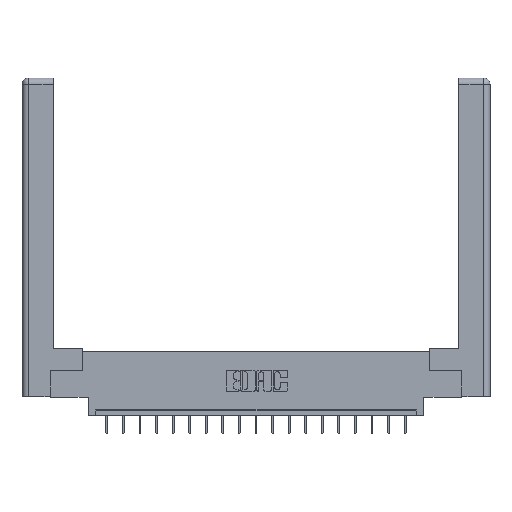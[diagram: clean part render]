
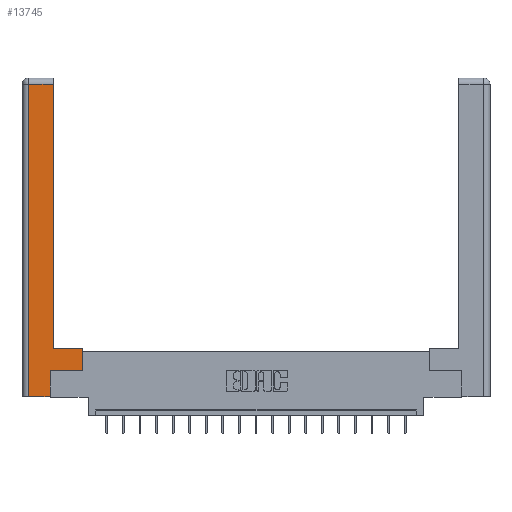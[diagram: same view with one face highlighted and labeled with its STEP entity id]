
A CAD part, top view. The second image highlights one B-rep face of the part: STEP entity #13745.
In plain terms, the highlighted planar face has unit normal (0, 0, 1).
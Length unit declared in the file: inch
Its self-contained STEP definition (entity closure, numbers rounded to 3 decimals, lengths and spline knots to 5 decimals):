
#87 = ORIENTED_EDGE ( 'NONE', *, *, #15948, .T. ) ;
#239 = VERTEX_POINT ( 'NONE', #15670 ) ;
#406 = EDGE_CURVE ( 'NONE', #12939, #19198, #7059, .T. ) ;
#952 = CARTESIAN_POINT ( 'NONE',  ( 0.565, 0.45, 0. ) ) ;
#1472 = CARTESIAN_POINT ( 'NONE',  ( 0.0615, 2.94, 0. ) ) ;
#1684 = ORIENTED_EDGE ( 'NONE', *, *, #3888, .T. ) ;
#1773 = VECTOR ( 'NONE', #8127, 39.37008 ) ;
#1885 = CARTESIAN_POINT ( 'NONE',  ( 0.565, 0.245, 0. ) ) ;
#1916 = LINE ( 'NONE', #19579, #8413 ) ;
#2162 = PLANE ( 'NONE',  #4983 ) ;
#2279 = ORIENTED_EDGE ( 'NONE', *, *, #7993, .T. ) ;
#2300 = ORIENTED_EDGE ( 'NONE', *, *, #17930, .T. ) ;
#2654 = VECTOR ( 'NONE', #14946, 39.37008 ) ;
#3770 = DIRECTION ( 'NONE',  ( -1., 0., 0. ) ) ;
#3888 = EDGE_CURVE ( 'NONE', #16028, #17023, #7302, .T. ) ;
#4861 = LINE ( 'NONE', #12475, #16652 ) ;
#4983 = AXIS2_PLACEMENT_3D ( 'NONE', #12723, #6612, #14466 ) ;
#4989 = CARTESIAN_POINT ( 'NONE',  ( 0.265, 0., 0. ) ) ;
#5004 = CARTESIAN_POINT ( 'NONE',  ( 0.0615, 0., 0. ) ) ;
#5012 = CARTESIAN_POINT ( 'NONE',  ( 0.295, 0.45, 0. ) ) ;
#5109 = FACE_OUTER_BOUND ( 'NONE', #18729, .T. ) ;
#6282 = DIRECTION ( 'NONE',  ( 0., 1., 0. ) ) ;
#6612 = DIRECTION ( 'NONE',  ( 0., 0., -1. ) ) ;
#7059 = LINE ( 'NONE', #9918, #18410 ) ;
#7302 = LINE ( 'NONE', #5012, #15247 ) ;
#7405 = CARTESIAN_POINT ( 'NONE',  ( 0.565, 0.45, 0. ) ) ;
#7861 = CARTESIAN_POINT ( 'NONE',  ( 0.295, 2.94, 0. ) ) ;
#7993 = EDGE_CURVE ( 'NONE', #17023, #12939, #14435, .T. ) ;
#8089 = LINE ( 'NONE', #16016, #16513 ) ;
#8127 = DIRECTION ( 'NONE',  ( 1., 0., 0. ) ) ;
#8245 = LINE ( 'NONE', #4989, #1773 ) ;
#8413 = VECTOR ( 'NONE', #19665, 39.37008 ) ;
#9918 = CARTESIAN_POINT ( 'NONE',  ( 0.0615, 2.94, 0. ) ) ;
#10460 = ORIENTED_EDGE ( 'NONE', *, *, #14532, .T. ) ;
#10517 = ORIENTED_EDGE ( 'NONE', *, *, #13499, .T. ) ;
#11512 = DIRECTION ( 'NONE',  ( 0., -1., 0. ) ) ;
#11873 = VERTEX_POINT ( 'NONE', #19787 ) ;
#12475 = CARTESIAN_POINT ( 'NONE',  ( 0.265, 0.245, 0. ) ) ;
#12723 = CARTESIAN_POINT ( 'NONE',  ( 0., 0., 0. ) ) ;
#12939 = VERTEX_POINT ( 'NONE', #7861 ) ;
#13071 = EDGE_CURVE ( 'NONE', #14072, #11873, #8245, .T. ) ;
#13123 = ORIENTED_EDGE ( 'NONE', *, *, #13071, .T. ) ;
#13499 = EDGE_CURVE ( 'NONE', #11873, #239, #4861, .T. ) ;
#13745 = ADVANCED_FACE ( 'NONE', ( #5109 ), #2162, .F. ) ;
#14072 = VERTEX_POINT ( 'NONE', #5004 ) ;
#14130 = DIRECTION ( 'NONE',  ( -1., 0., 0. ) ) ;
#14435 = LINE ( 'NONE', #19831, #2654 ) ;
#14466 = DIRECTION ( 'NONE',  ( -1., 0., 0. ) ) ;
#14532 = EDGE_CURVE ( 'NONE', #239, #15180, #1916, .T. ) ;
#14946 = DIRECTION ( 'NONE',  ( 0., 1., 0. ) ) ;
#15180 = VERTEX_POINT ( 'NONE', #1885 ) ;
#15247 = VECTOR ( 'NONE', #14130, 39.37008 ) ;
#15670 = CARTESIAN_POINT ( 'NONE',  ( 0.265, 0.245, 0. ) ) ;
#15948 = EDGE_CURVE ( 'NONE', #15180, #16028, #17796, .T. ) ;
#16016 = CARTESIAN_POINT ( 'NONE',  ( 0.0615, 0., 0. ) ) ;
#16028 = VERTEX_POINT ( 'NONE', #7405 ) ;
#16322 = DIRECTION ( 'NONE',  ( 0., 1., 0. ) ) ;
#16513 = VECTOR ( 'NONE', #11512, 39.37008 ) ;
#16584 = VECTOR ( 'NONE', #16322, 39.37008 ) ;
#16652 = VECTOR ( 'NONE', #6282, 39.37008 ) ;
#17023 = VERTEX_POINT ( 'NONE', #18538 ) ;
#17638 = ORIENTED_EDGE ( 'NONE', *, *, #406, .T. ) ;
#17796 = LINE ( 'NONE', #952, #16584 ) ;
#17930 = EDGE_CURVE ( 'NONE', #19198, #14072, #8089, .T. ) ;
#18410 = VECTOR ( 'NONE', #3770, 39.37008 ) ;
#18538 = CARTESIAN_POINT ( 'NONE',  ( 0.295, 0.45, 0. ) ) ;
#18729 = EDGE_LOOP ( 'NONE', ( #2279, #17638, #2300, #13123, #10517, #10460, #87, #1684 ) ) ;
#19198 = VERTEX_POINT ( 'NONE', #1472 ) ;
#19579 = CARTESIAN_POINT ( 'NONE',  ( 0.565, 0.245, 0. ) ) ;
#19665 = DIRECTION ( 'NONE',  ( 1., 0., 0. ) ) ;
#19787 = CARTESIAN_POINT ( 'NONE',  ( 0.265, 0., 0. ) ) ;
#19831 = CARTESIAN_POINT ( 'NONE',  ( 0.295, 3., 0. ) ) ;
